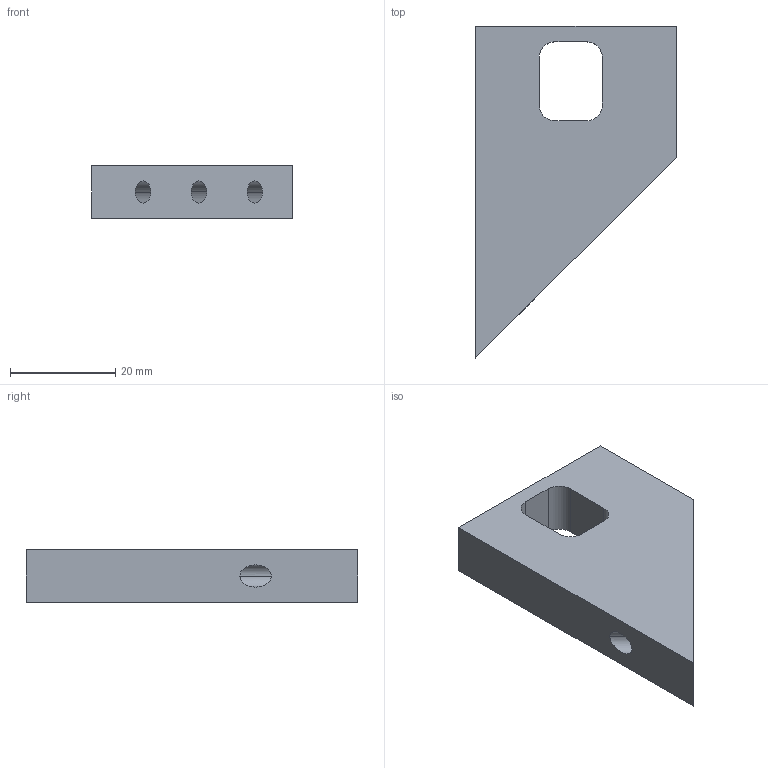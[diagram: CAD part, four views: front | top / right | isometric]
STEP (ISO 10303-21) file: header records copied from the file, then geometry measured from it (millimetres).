
FILE_DESCRIPTION (( 'STEP AP203' ), '1' );
FILE_NAME ('F0866-200-102.STEP', '2024-06-04T12:46:06', ( '' ), ( '' ), 'SwSTEP 2.0', 'SolidWorks 2021', '' );
FILE_SCHEMA (( 'CONFIG_CONTROL_DESIGN' ));
Length unit declared in the file: millimetre
Products named in the file (1): F0866-200-102
Bounding box: 38 x 63 x 10 mm (x, y, z)
Volume: 13896.9 mm3; surface area: 6286.9 mm2
Topology: 1 solids, 1 shells, 32 faces, 82 edges, 48 vertices
Faces by surface type: cylinder 14, plane 10, cone 8
Entity records: 997 total; most frequent: DIRECTION 164, CARTESIAN_POINT 161, ORIENTED_EDGE 148, EDGE_CURVE 74, AXIS2_PLACEMENT_3D 59, VERTEX_POINT 48, VECTOR 46, LINE 46
